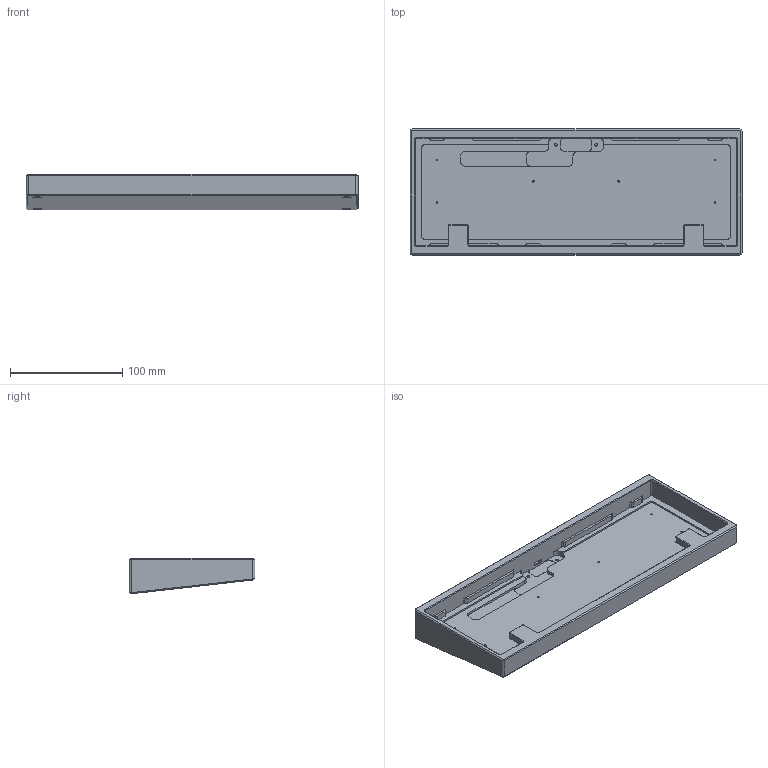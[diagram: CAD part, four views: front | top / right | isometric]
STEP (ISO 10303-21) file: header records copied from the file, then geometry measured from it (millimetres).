
FILE_DESCRIPTION(/* description */ ('STEP AP242','CAx-IF Rec.Pracs.---Representation and Presentation of Product Manufacturing Information (PMI)---4.0---2014-10-13','CAx-IF Rec.Pracs.---3D Tessellated Geometry---0.4---2014-09-14','2;1'),/* implementation_level */ '2;1');
FILE_NAME(/* name */ '61c976f2a1f25a5a8930cc7e',/* time_stamp */ '2021-12-27T08:19:00+00:00',/* author */ (''),/* organization */ (''),/* preprocessor_version */ 'ST-DEVELOPER v18.101',/* originating_system */ ' ',/* authorisation */ ' ');
FILE_SCHEMA (('AP242_MANAGED_MODEL_BASED_3D_ENGINEERING_MIM_LF { 1 0 10303 442 1 1 4 }'));
Length unit declared in the file: metre
Products named in the file (1): Case
Bounding box: 295.7 x 112.2 x 31.96 mm (x, y, z)
Volume: 339483.9 mm3; surface area: 103819.5 mm2
Topology: 1 solids, 1 shells, 212 faces, 556 edges, 352 vertices
Faces by surface type: plane 92, cylinder 88, cone 28, bspline 4
Full cylindrical faces by diameter (mm): 1.6 x6, 2.5 x2, 8.3 x4
Entity records: 6470 total; most frequent: CARTESIAN_POINT 1217, DIRECTION 1122, ORIENTED_EDGE 1056, EDGE_CURVE 528, AXIS2_PLACEMENT_3D 401, VERTEX_POINT 352, LINE 320, VECTOR 320
